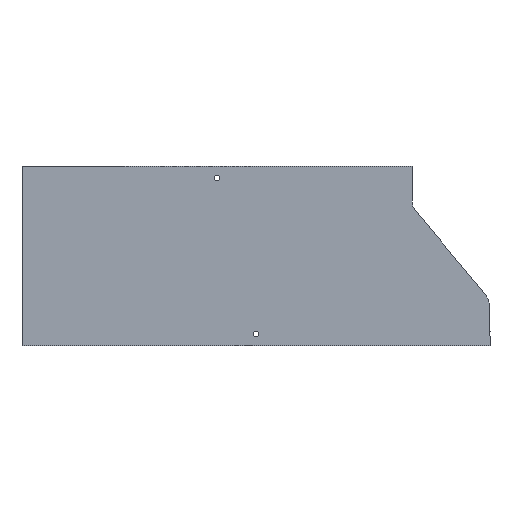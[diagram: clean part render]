
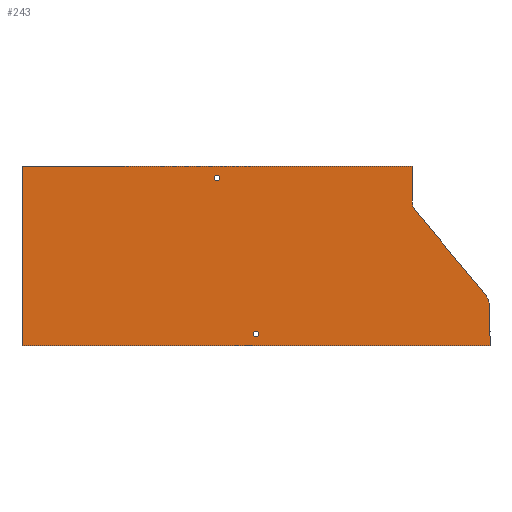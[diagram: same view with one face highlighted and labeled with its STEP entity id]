
A CAD part, front view. The second image highlights one B-rep face of the part: STEP entity #243.
In plain terms, the highlighted planar face has unit normal (0, -1, 0).
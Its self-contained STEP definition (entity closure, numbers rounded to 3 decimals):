
#8 = EDGE_LOOP ( 'NONE', ( #42 ) ) ;
#38 = ORIENTED_EDGE ( 'NONE', *, *, #324, .T. ) ;
#39 = ORIENTED_EDGE ( 'NONE', *, *, #353, .F. ) ;
#40 = ORIENTED_EDGE ( 'NONE', *, *, #360, .F. ) ;
#41 = ORIENTED_EDGE ( 'NONE', *, *, #350, .F. ) ;
#42 = ORIENTED_EDGE ( 'NONE', *, *, #359, .F. ) ;
#43 = ORIENTED_EDGE ( 'NONE', *, *, #358, .F. ) ;
#54 = CARTESIAN_POINT ( 'NONE',  ( 500., 0., 0. ) ) ;
#62 = DIRECTION ( 'NONE',  ( 0., 0., 1. ) ) ;
#112 = EDGE_LOOP ( 'NONE', ( #43 ) ) ;
#243 = ADVANCED_FACE ( 'NONE', ( #571, #577, #575 ), #699, .F. ) ;
#251 = ORIENTED_EDGE ( 'NONE', *, *, #363, .T. ) ;
#252 = ORIENTED_EDGE ( 'NONE', *, *, #362, .T. ) ;
#253 = ORIENTED_EDGE ( 'NONE', *, *, #361, .T. ) ;
#284 = EDGE_CURVE ( 'NONE', #991, #1005, #591, .T. ) ;
#324 = EDGE_CURVE ( 'NONE', #994, #1043, #632, .T. ) ;
#350 = EDGE_CURVE ( 'NONE', #1025, #1005, #677, .T. ) ;
#353 = EDGE_CURVE ( 'NONE', #994, #1027, #683, .T. ) ;
#358 = EDGE_CURVE ( 'NONE', #882, #882, #692, .T. ) ;
#359 = EDGE_CURVE ( 'NONE', #887, #887, #818, .T. ) ;
#360 = EDGE_CURVE ( 'NONE', #1027, #1025, #819, .T. ) ;
#361 = EDGE_CURVE ( 'NONE', #1043, #1012, #817, .T. ) ;
#362 = EDGE_CURVE ( 'NONE', #1012, #1011, #822, .T. ) ;
#363 = EDGE_CURVE ( 'NONE', #1011, #991, #820, .T. ) ;
#571 = FACE_BOUND ( 'NONE', #112, .T. ) ;
#575 = FACE_OUTER_BOUND ( 'NONE', #816, .T. ) ;
#577 = FACE_BOUND ( 'NONE', #8, .T. ) ;
#591 = LINE ( 'NONE', #54, #596 ) ;
#596 = VECTOR ( 'NONE', #62, 1000. ) ;
#632 = LINE ( 'NONE', #1078, #634 ) ;
#634 = VECTOR ( 'NONE', #1079, 1000. ) ;
#677 = LINE ( 'NONE', #1143, #680 ) ;
#680 = VECTOR ( 'NONE', #1144, 1000. ) ;
#683 = LINE ( 'NONE', #1149, #686 ) ;
#686 = VECTOR ( 'NONE', #1150, 1000. ) ;
#692 = CIRCLE ( 'NONE', #964, 3.5 ) ;
#699 = PLANE ( 'NONE',  #945 ) ;
#715 = CARTESIAN_POINT ( 'NONE',  ( -520., 0., -44.139 ) ) ;
#718 = DIRECTION ( 'NONE',  ( 0., 0., 1. ) ) ;
#729 = DIRECTION ( 'NONE',  ( 0., 1., 0. ) ) ;
#732 = ORIENTED_EDGE ( 'NONE', *, *, #284, .T. ) ;
#735 = CARTESIAN_POINT ( 'NONE',  ( 500., 0., 0. ) ) ;
#741 = CARTESIAN_POINT ( 'NONE',  ( 504.636, 0., -56.942 ) ) ;
#742 = CARTESIAN_POINT ( 'NONE',  ( 593.047, 0., -163.035 ) ) ;
#755 = CARTESIAN_POINT ( 'NONE',  ( 0., 0., 0. ) ) ;
#757 = CARTESIAN_POINT ( 'NONE',  ( 0., 0., -230. ) ) ;
#772 = CARTESIAN_POINT ( 'NONE',  ( 600., 0., -182.241 ) ) ;
#776 = CARTESIAN_POINT ( 'NONE',  ( 250., 0., -18.5 ) ) ;
#777 = CARTESIAN_POINT ( 'NONE',  ( 300., 0., -218.5 ) ) ;
#816 = EDGE_LOOP ( 'NONE', ( #41, #40, #39, #38, #253, #252, #251, #732 ) ) ;
#817 = CIRCLE ( 'NONE', #980, 30. ) ;
#818 = CIRCLE ( 'NONE', #965, 3.5 ) ;
#819 = LINE ( 'NONE', #1152, #821 ) ;
#820 = CIRCLE ( 'NONE', #977, 20. ) ;
#821 = VECTOR ( 'NONE', #1166, 1000. ) ;
#822 = LINE ( 'NONE', #1159, #823 ) ;
#823 = VECTOR ( 'NONE', #1167, 1000. ) ;
#882 = VERTEX_POINT ( 'NONE', #777 ) ;
#887 = VERTEX_POINT ( 'NONE', #776 ) ;
#945 = AXIS2_PLACEMENT_3D ( 'NONE', #715, #729, #718 ) ;
#964 = AXIS2_PLACEMENT_3D ( 'NONE', #1160, #1161, #1162 ) ;
#965 = AXIS2_PLACEMENT_3D ( 'NONE', #1163, #1164, #1165 ) ;
#977 = AXIS2_PLACEMENT_3D ( 'NONE', #1174, #1175, #1176 ) ;
#980 = AXIS2_PLACEMENT_3D ( 'NONE', #1170, #1171, #1172 ) ;
#991 = VERTEX_POINT ( 'NONE', #1260 ) ;
#994 = VERTEX_POINT ( 'NONE', #1264 ) ;
#1005 = VERTEX_POINT ( 'NONE', #735 ) ;
#1011 = VERTEX_POINT ( 'NONE', #741 ) ;
#1012 = VERTEX_POINT ( 'NONE', #742 ) ;
#1025 = VERTEX_POINT ( 'NONE', #755 ) ;
#1027 = VERTEX_POINT ( 'NONE', #757 ) ;
#1043 = VERTEX_POINT ( 'NONE', #772 ) ;
#1078 = CARTESIAN_POINT ( 'NONE',  ( 600., 0., -182.241 ) ) ;
#1079 = DIRECTION ( 'NONE',  ( 0., 0., 1. ) ) ;
#1143 = CARTESIAN_POINT ( 'NONE',  ( -500., 0., 0. ) ) ;
#1144 = DIRECTION ( 'NONE',  ( 1., 0., 0. ) ) ;
#1149 = CARTESIAN_POINT ( 'NONE',  ( -600., 0., -230. ) ) ;
#1150 = DIRECTION ( 'NONE',  ( -1., 0., 0. ) ) ;
#1152 = CARTESIAN_POINT ( 'NONE',  ( 0., 0., 0. ) ) ;
#1159 = CARTESIAN_POINT ( 'NONE',  ( 504.636, 0., -56.942 ) ) ;
#1160 = CARTESIAN_POINT ( 'NONE',  ( 300., 0., -215. ) ) ;
#1161 = DIRECTION ( 'NONE',  ( 0., -1., 0. ) ) ;
#1162 = DIRECTION ( 'NONE',  ( 0., 0., -1. ) ) ;
#1163 = CARTESIAN_POINT ( 'NONE',  ( 250., 0., -15. ) ) ;
#1164 = DIRECTION ( 'NONE',  ( 0., -1., 0. ) ) ;
#1165 = DIRECTION ( 'NONE',  ( 0., 0., -1. ) ) ;
#1166 = DIRECTION ( 'NONE',  ( 0., 0., 1. ) ) ;
#1167 = DIRECTION ( 'NONE',  ( -0.64, 0., 0.768 ) ) ;
#1170 = CARTESIAN_POINT ( 'NONE',  ( 570., 0., -182.241 ) ) ;
#1171 = DIRECTION ( 'NONE',  ( 0., -1., 0. ) ) ;
#1172 = DIRECTION ( 'NONE',  ( 0., 0., 1. ) ) ;
#1174 = CARTESIAN_POINT ( 'NONE',  ( 520., 0., -44.139 ) ) ;
#1175 = DIRECTION ( 'NONE',  ( 0., 1., 0. ) ) ;
#1176 = DIRECTION ( 'NONE',  ( 0., 0., 1. ) ) ;
#1260 = CARTESIAN_POINT ( 'NONE',  ( 500., 0., -44.139 ) ) ;
#1264 = CARTESIAN_POINT ( 'NONE',  ( 600., 0., -230. ) ) ;
